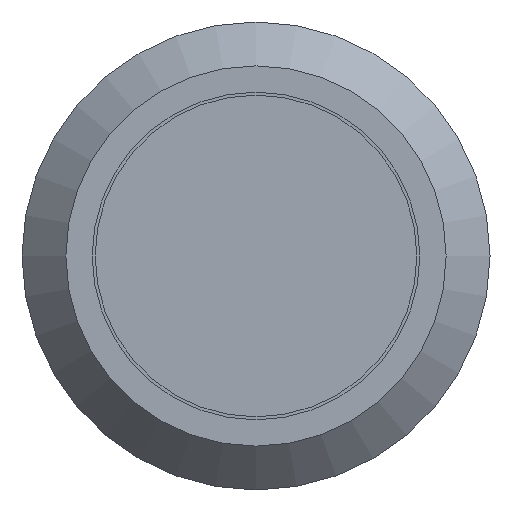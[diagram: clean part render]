
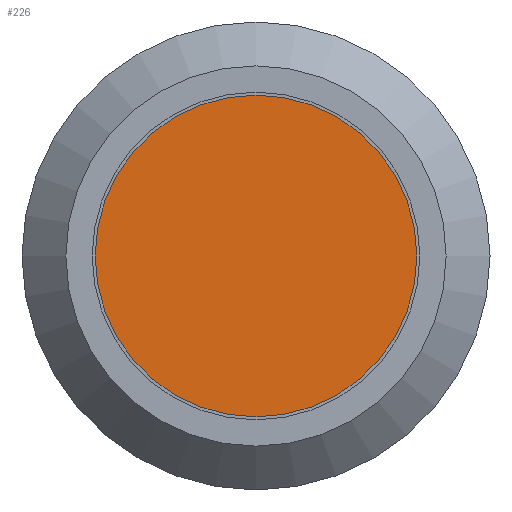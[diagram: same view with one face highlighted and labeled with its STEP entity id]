
A CAD part, front view. The second image highlights one B-rep face of the part: STEP entity #226.
In plain terms, the highlighted planar face has unit normal (0, -1, 0).
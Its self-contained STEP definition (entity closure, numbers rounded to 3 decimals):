
#27=PLANE('',#274);
#37=FACE_OUTER_BOUND('',#54,.T.);
#54=EDGE_LOOP('',(#177));
#91=CIRCLE('',#275,2.75);
#106=VERTEX_POINT('',#394);
#131=EDGE_CURVE('',#106,#106,#91,.T.);
#177=ORIENTED_EDGE('',*,*,#131,.T.);
#226=ADVANCED_FACE('',(#37),#27,.T.);
#274=AXIS2_PLACEMENT_3D('',#393,#334,#335);
#275=AXIS2_PLACEMENT_3D('',#395,#336,#337);
#334=DIRECTION('center_axis',(0.,-1.,0.));
#335=DIRECTION('ref_axis',(0.,0.,-1.));
#336=DIRECTION('center_axis',(0.,-1.,0.));
#337=DIRECTION('ref_axis',(1.,0.,0.));
#393=CARTESIAN_POINT('Origin',(1.375,0.,0.));
#394=CARTESIAN_POINT('',(-2.75,0.,0.));
#395=CARTESIAN_POINT('Origin',(0.,0.,
0.));
